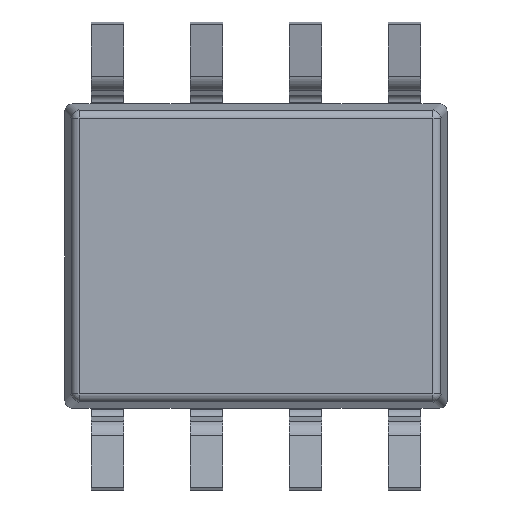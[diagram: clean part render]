
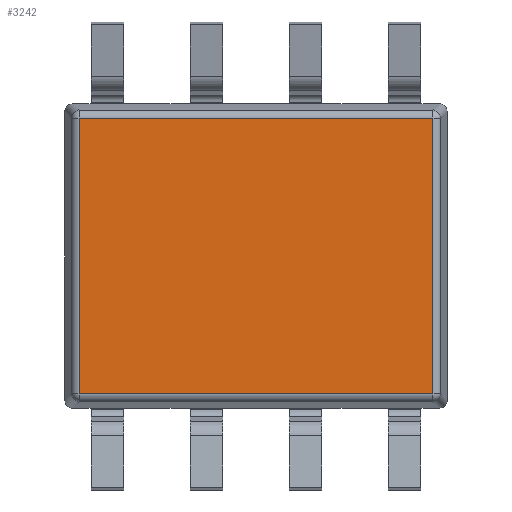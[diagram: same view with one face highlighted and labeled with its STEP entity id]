
A CAD part, front view. The second image highlights one B-rep face of the part: STEP entity #3242.
In plain terms, the highlighted planar face has unit normal (0, -1, 0).
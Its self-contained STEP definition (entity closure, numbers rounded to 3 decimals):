
#509 = VERTEX_POINT ( 'NONE', #7146 ) ;
#641 = EDGE_CURVE ( 'NONE', #7142, #1603, #5245, .T. ) ;
#1030 = DIRECTION ( 'NONE',  ( -1., 0., 0. ) ) ;
#1118 = ORIENTED_EDGE ( 'NONE', *, *, #1567, .T. ) ;
#1361 = CARTESIAN_POINT ( 'NONE',  ( 0., 0., 0. ) ) ;
#1381 = EDGE_CURVE ( 'NONE', #1603, #509, #5131, .T. ) ;
#1567 = EDGE_CURVE ( 'NONE', #509, #6478, #7260, .T. ) ;
#1603 = VERTEX_POINT ( 'NONE', #5752 ) ;
#1837 = AXIS2_PLACEMENT_3D ( 'NONE', #1361, #5373, #3657 ) ;
#2614 = CARTESIAN_POINT ( 'NONE',  ( 2.266, 0., 1.85 ) ) ;
#2676 = CARTESIAN_POINT ( 'NONE',  ( 2.35, 0., -1.766 ) ) ;
#3242 = ADVANCED_FACE ( 'NONE', ( #5727 ), #4864, .F. ) ;
#3463 = ORIENTED_EDGE ( 'NONE', *, *, #1381, .T. ) ;
#3571 = VECTOR ( 'NONE', #4859, 1000. ) ;
#3657 = DIRECTION ( 'NONE',  ( 0., 0., 1. ) ) ;
#4498 = CARTESIAN_POINT ( 'NONE',  ( -2.266, 0., -1.766 ) ) ;
#4859 = DIRECTION ( 'NONE',  ( 0., 0., 1. ) ) ;
#4864 = PLANE ( 'NONE',  #1837 ) ;
#5079 = CARTESIAN_POINT ( 'NONE',  ( -2.266, 0., 1.766 ) ) ;
#5131 = LINE ( 'NONE', #2614, #3571 ) ;
#5178 = EDGE_LOOP ( 'NONE', ( #6962, #5676, #3463, #1118 ) ) ;
#5245 = LINE ( 'NONE', #2676, #5603 ) ;
#5373 = DIRECTION ( 'NONE',  ( 0., 1., 0. ) ) ;
#5603 = VECTOR ( 'NONE', #5720, 1000. ) ;
#5657 = DIRECTION ( 'NONE',  ( 0., 0., -1. ) ) ;
#5676 = ORIENTED_EDGE ( 'NONE', *, *, #641, .T. ) ;
#5720 = DIRECTION ( 'NONE',  ( 1., 0., 0. ) ) ;
#5727 = FACE_OUTER_BOUND ( 'NONE', #5178, .T. ) ;
#5752 = CARTESIAN_POINT ( 'NONE',  ( 2.266, 0., -1.766 ) ) ;
#6195 = CARTESIAN_POINT ( 'NONE',  ( -2.35, 0., 1.766 ) ) ;
#6478 = VERTEX_POINT ( 'NONE', #5079 ) ;
#6715 = EDGE_CURVE ( 'NONE', #6478, #7142, #6799, .T. ) ;
#6799 = LINE ( 'NONE', #6846, #7053 ) ;
#6846 = CARTESIAN_POINT ( 'NONE',  ( -2.266, 0., -1.85 ) ) ;
#6962 = ORIENTED_EDGE ( 'NONE', *, *, #6715, .T. ) ;
#7053 = VECTOR ( 'NONE', #5657, 1000. ) ;
#7079 = VECTOR ( 'NONE', #1030, 1000. ) ;
#7142 = VERTEX_POINT ( 'NONE', #4498 ) ;
#7146 = CARTESIAN_POINT ( 'NONE',  ( 2.266, 0., 1.766 ) ) ;
#7260 = LINE ( 'NONE', #6195, #7079 ) ;
